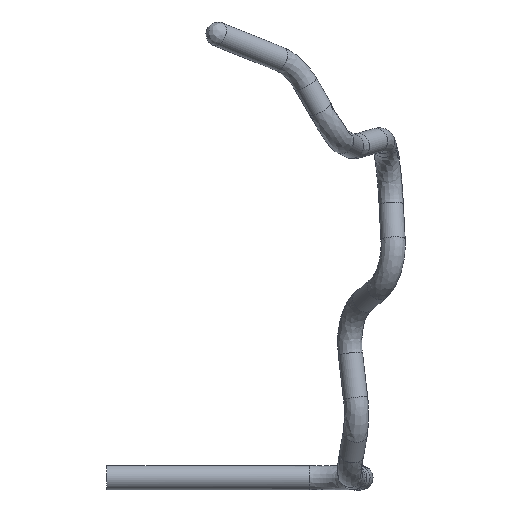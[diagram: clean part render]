
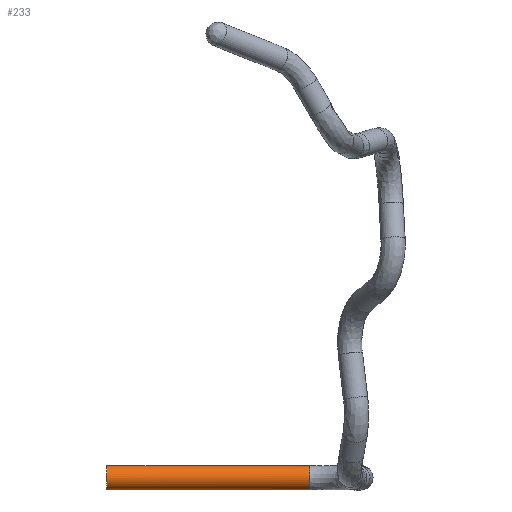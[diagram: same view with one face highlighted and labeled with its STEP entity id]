
A CAD part, front view. The second image highlights one B-rep face of the part: STEP entity #233.
In plain terms, the highlighted cylindrical face has radius 9.5 mm (diameter 19 mm), a full revolution.
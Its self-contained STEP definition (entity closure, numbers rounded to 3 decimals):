
#165=CARTESIAN_POINT('',(158.305,0.,0.));
#166=DIRECTION('',(-1.0,0.0,0.0));
#167=DIRECTION('',(0.0,0.0,-1.0));
#168=AXIS2_PLACEMENT_3D('',#165,#166,#167);
#169=CYLINDRICAL_SURFACE('',#168,9.5);
#170=CARTESIAN_POINT('',(0.0,0.,-9.5));
#171=VERTEX_POINT('',#170);
#172=CARTESIAN_POINT('',(158.305,0.,-9.5));
#173=VERTEX_POINT('',#172);
#174=CARTESIAN_POINT('',(0.0,0.,-9.5));
#175=DIRECTION('',(1.0,0.0,0.0));
#176=VECTOR('',#175,158.305);
#177=LINE('',#174,#176);
#178=EDGE_CURVE('',#171,#173,#177,.T.);
#179=ORIENTED_EDGE('',*,*,#178,.T.);
#180=CARTESIAN_POINT('',(158.305,-4.526,-8.352));
#181=VERTEX_POINT('',#180);
#182=CARTESIAN_POINT('',(158.305,0.,0.));
#183=DIRECTION('',(-1.0,0.0,0.0));
#184=DIRECTION('',(0.0,0.476,0.879));
#185=AXIS2_PLACEMENT_3D('',#182,#183,#184);
#186=CIRCLE('',#185,9.5);
#187=EDGE_CURVE('',#173,#181,#186,.T.);
#188=ORIENTED_EDGE('',*,*,#187,.T.);
#189=CARTESIAN_POINT('',(158.305,4.526,8.352));
#190=VERTEX_POINT('',#189);
#191=CARTESIAN_POINT('',(158.305,0.,0.));
#192=DIRECTION('',(-1.0,0.0,0.0));
#193=DIRECTION('',(0.0,0.476,0.879));
#194=AXIS2_PLACEMENT_3D('',#191,#192,#193);
#195=CIRCLE('',#194,9.5);
#196=EDGE_CURVE('',#181,#190,#195,.T.);
#197=ORIENTED_EDGE('',*,*,#196,.T.);
#198=CARTESIAN_POINT('',(158.305,9.5,0.));
#199=VERTEX_POINT('',#198);
#200=CARTESIAN_POINT('',(158.305,0.,0.));
#201=DIRECTION('',(-1.0,0.0,0.0));
#202=DIRECTION('',(0.0,0.476,0.879));
#203=AXIS2_PLACEMENT_3D('',#200,#201,#202);
#204=CIRCLE('',#203,9.5);
#205=EDGE_CURVE('',#190,#199,#204,.T.);
#206=ORIENTED_EDGE('',*,*,#205,.T.);
#207=CARTESIAN_POINT('',(158.305,0.,0.));
#208=DIRECTION('',(-1.0,0.0,0.0));
#209=DIRECTION('',(0.0,0.476,0.879));
#210=AXIS2_PLACEMENT_3D('',#207,#208,#209);
#211=CIRCLE('',#210,9.5);
#212=EDGE_CURVE('',#199,#173,#211,.T.);
#213=ORIENTED_EDGE('',*,*,#212,.T.);
#214=ORIENTED_EDGE('',*,*,#178,.F.);
#215=CARTESIAN_POINT('',(0.,0.,9.5));
#216=VERTEX_POINT('',#215);
#217=CARTESIAN_POINT('',(0.,0.,0.));
#218=DIRECTION('',(-1.0,0.0,0.0));
#219=DIRECTION('',(0.0,0.0,-1.0));
#220=AXIS2_PLACEMENT_3D('',#217,#218,#219);
#221=CIRCLE('',#220,9.5);
#222=EDGE_CURVE('',#216,#171,#221,.T.);
#223=ORIENTED_EDGE('',*,*,#222,.F.);
#224=CARTESIAN_POINT('',(0.,0.,0.));
#225=DIRECTION('',(-1.0,0.0,0.0));
#226=DIRECTION('',(0.0,0.0,-1.0));
#227=AXIS2_PLACEMENT_3D('',#224,#225,#226);
#228=CIRCLE('',#227,9.5);
#229=EDGE_CURVE('',#171,#216,#228,.T.);
#230=ORIENTED_EDGE('',*,*,#229,.F.);
#231=EDGE_LOOP('',(#179,#188,#197,#206,#213,#214,#223,#230));
#232=FACE_OUTER_BOUND('',#231,.T.);
#233=ADVANCED_FACE('',(#232),#169,.T.);
